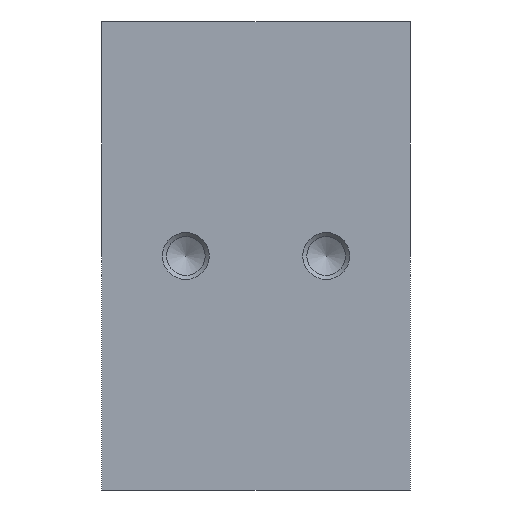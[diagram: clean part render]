
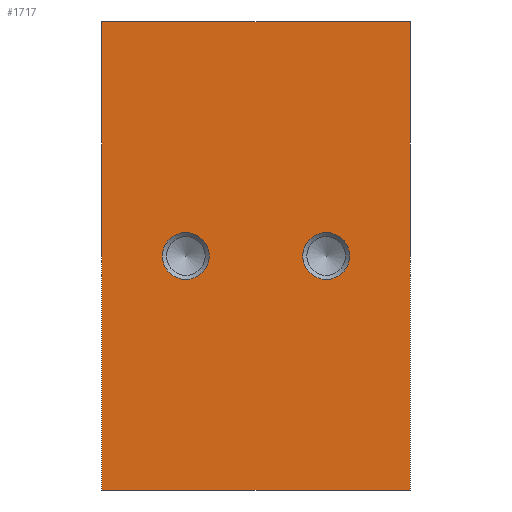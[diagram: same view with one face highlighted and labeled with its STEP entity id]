
A CAD part, front view. The second image highlights one B-rep face of the part: STEP entity #1717.
In plain terms, the highlighted planar face has unit normal (0, -1, 0).
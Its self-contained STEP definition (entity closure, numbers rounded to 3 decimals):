
#57=LINE('',#2578,#221);
#59=LINE('',#2586,#223);
#60=LINE('',#2588,#224);
#61=LINE('',#2590,#225);
#221=VECTOR('',#2047,1000.);
#223=VECTOR('',#2055,1000.);
#224=VECTOR('',#2056,1000.);
#225=VECTOR('',#2057,1000.);
#378=PLANE('',#1852);
#477=ORIENTED_EDGE('',*,*,#932,.F.);
#478=ORIENTED_EDGE('',*,*,#933,.F.);
#479=ORIENTED_EDGE('',*,*,#934,.T.);
#480=ORIENTED_EDGE('',*,*,#935,.F.);
#481=ORIENTED_EDGE('',*,*,#936,.F.);
#482=ORIENTED_EDGE('',*,*,#930,.T.);
#930=EDGE_CURVE('',#1158,#1157,#57,.T.);
#932=EDGE_CURVE('',#1159,#1159,#1315,.T.);
#933=EDGE_CURVE('',#1160,#1160,#1316,.T.);
#934=EDGE_CURVE('',#1157,#1161,#59,.T.);
#935=EDGE_CURVE('',#1162,#1161,#60,.T.);
#936=EDGE_CURVE('',#1158,#1162,#61,.T.);
#1157=VERTEX_POINT('',#2577);
#1158=VERTEX_POINT('',#2579);
#1159=VERTEX_POINT('',#2583);
#1160=VERTEX_POINT('',#2585);
#1161=VERTEX_POINT('',#2587);
#1162=VERTEX_POINT('',#2589);
#1315=CIRCLE('',#1853,2.5);
#1316=CIRCLE('',#1854,2.5);
#1373=EDGE_LOOP('',(#477));
#1374=EDGE_LOOP('',(#478));
#1375=EDGE_LOOP('',(#479,#480,#481,#482));
#1537=FACE_BOUND('',#1373,.T.);
#1538=FACE_BOUND('',#1374,.T.);
#1539=FACE_BOUND('',#1375,.T.);
#1717=ADVANCED_FACE('',(#1537,#1538,#1539),#378,.F.);
#1852=AXIS2_PLACEMENT_3D('',#2581,#2049,#2050);
#1853=AXIS2_PLACEMENT_3D('',#2582,#2051,#2052);
#1854=AXIS2_PLACEMENT_3D('',#2584,#2053,#2054);
#2047=DIRECTION('',(0.,0.,-1.));
#2049=DIRECTION('',(0.,1.,0.));
#2050=DIRECTION('',(0.,0.,1.));
#2051=DIRECTION('',(0.,-1.,0.));
#2052=DIRECTION('',(0.,0.,-1.));
#2053=DIRECTION('',(0.,-1.,0.));
#2054=DIRECTION('',(0.,0.,-1.));
#2055=DIRECTION('',(1.,0.,0.));
#2056=DIRECTION('',(0.,0.,-1.));
#2057=DIRECTION('',(1.,0.,0.));
#2577=CARTESIAN_POINT('',(-16.5,0.,-25.));
#2578=CARTESIAN_POINT('',(-16.5,0.,25.));
#2579=CARTESIAN_POINT('',(-16.5,0.,25.));
#2581=CARTESIAN_POINT('',(-16.5,0.,25.));
#2582=CARTESIAN_POINT('',(-7.5,0.,0.));
#2583=CARTESIAN_POINT('',(-7.5,0.,-2.5));
#2584=CARTESIAN_POINT('',(7.5,0.,0.));
#2585=CARTESIAN_POINT('',(7.5,0.,-2.5));
#2586=CARTESIAN_POINT('',(-16.5,0.,-25.));
#2587=CARTESIAN_POINT('',(16.5,0.,-25.));
#2588=CARTESIAN_POINT('',(16.5,0.,25.));
#2589=CARTESIAN_POINT('',(16.5,0.,25.));
#2590=CARTESIAN_POINT('',(-16.5,0.,25.));
